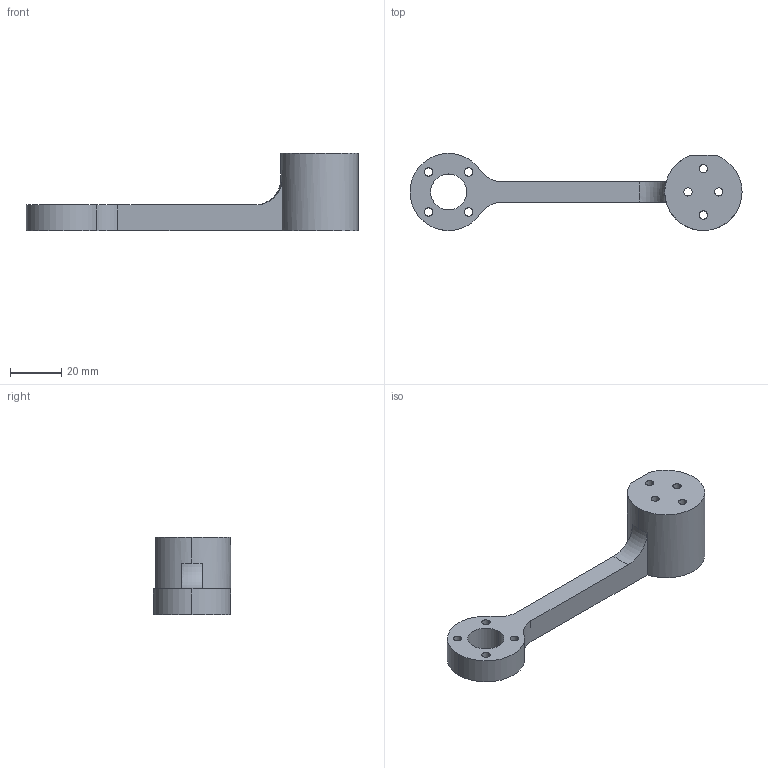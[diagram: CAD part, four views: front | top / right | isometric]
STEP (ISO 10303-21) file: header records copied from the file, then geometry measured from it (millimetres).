
FILE_DESCRIPTION (( 'STEP AP203' ), '1' );
FILE_NAME ('Cruise_Mount_Diag.STEP', '2025-09-02T17:48:22', ( '' ), ( '' ), 'SwSTEP 2.0', 'SolidWorks 2024', '' );
FILE_SCHEMA (( 'CONFIG_CONTROL_DESIGN' ));
Length unit declared in the file: millimetre
Products named in the file (1): Cruise_Mount_Diag
Bounding box: 128.99 x 29.99 x 30 mm (x, y, z)
Volume: 28918.4 mm3; surface area: 11590.2 mm2
Topology: 1 solids, 1 shells, 60 faces, 162 edges, 108 vertices
Faces by surface type: plane 34, cylinder 25, torus 1
Entity records: 2052 total; most frequent: CARTESIAN_POINT 375, DIRECTION 335, ORIENTED_EDGE 324, EDGE_CURVE 162, AXIS2_PLACEMENT_3D 114, VERTEX_POINT 108, VECTOR 107, LINE 107
